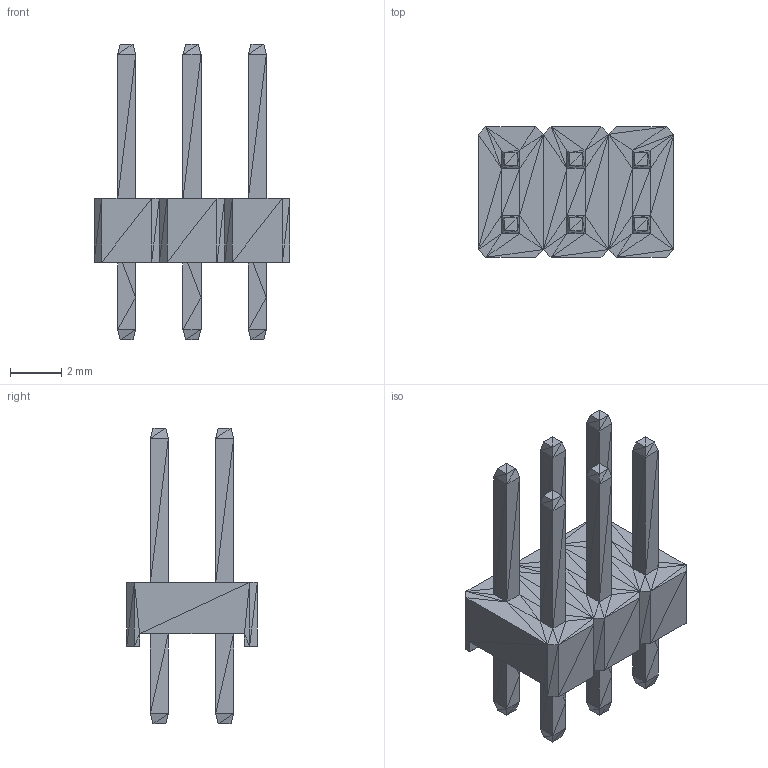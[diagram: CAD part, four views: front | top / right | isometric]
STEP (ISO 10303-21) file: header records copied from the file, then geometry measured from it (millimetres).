
FILE_DESCRIPTION(('auto-generated'),'2;1');
FILE_SCHEMA(('CONFIG_CONTROL_DESIGN'));
Bounding box: 7.62 x 5.08 x 11.5 mm (x, y, z)
Surface area: 335.5 mm2 (no closed solid volume)
Topology: 1 solids, 73 shells, 3120 faces, 5376 edges, 2270 vertices
Faces by surface type: plane 3120
Entity records: 45066 total; most frequent: ORIENTED_EDGE 9312, LINE 5376, EDGE_CURVE 5376, DIRECTION 3389, AXIS2_PLACEMENT_3D 3121, PLANE 3120, EDGE_LOOP 3120, FACE_BOUND 3120
